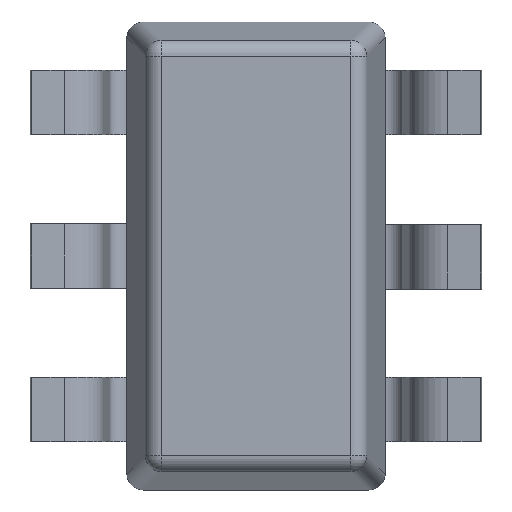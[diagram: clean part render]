
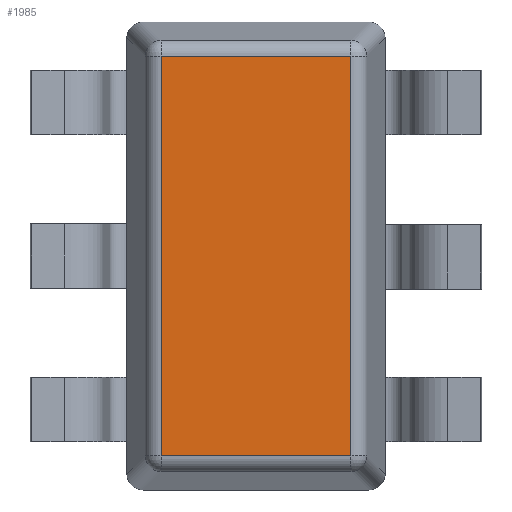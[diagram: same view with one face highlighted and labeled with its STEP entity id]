
A CAD part, front view. The second image highlights one B-rep face of the part: STEP entity #1985.
In plain terms, the highlighted planar face has unit normal (0, -1, 0).
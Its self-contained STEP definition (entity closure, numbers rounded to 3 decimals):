
#199 = CARTESIAN_POINT ( 'NONE',  ( -0.672, 0.15, 1.238 ) ) ;
#203 = CARTESIAN_POINT ( 'NONE',  ( -0.588, 0.15, -1.238 ) ) ;
#228 = ORIENTED_EDGE ( 'NONE', *, *, #3540, .T. ) ;
#252 = DIRECTION ( 'NONE',  ( 0., 0., -1. ) ) ;
#310 = LINE ( 'NONE', #3136, #1548 ) ;
#356 = ORIENTED_EDGE ( 'NONE', *, *, #1969, .T. ) ;
#399 = DIRECTION ( 'NONE',  ( 0., 0., -1. ) ) ;
#636 = VERTEX_POINT ( 'NONE', #1228 ) ;
#740 = CARTESIAN_POINT ( 'NONE',  ( 0., 0.15, 0. ) ) ;
#880 = VECTOR ( 'NONE', #252, 1000. ) ;
#955 = VERTEX_POINT ( 'NONE', #3630 ) ;
#1169 = VERTEX_POINT ( 'NONE', #203 ) ;
#1228 = CARTESIAN_POINT ( 'NONE',  ( 0.588, 0.15, 1.238 ) ) ;
#1309 = DIRECTION ( 'NONE',  ( -1., 0., 0. ) ) ;
#1548 = VECTOR ( 'NONE', #2014, 1000. ) ;
#1778 = FACE_OUTER_BOUND ( 'NONE', #2619, .T. ) ;
#1853 = CARTESIAN_POINT ( 'NONE',  ( -0.588, 0.15, -1.322 ) ) ;
#1862 = ORIENTED_EDGE ( 'NONE', *, *, #3574, .T. ) ;
#1969 = EDGE_CURVE ( 'NONE', #1169, #955, #2123, .T. ) ;
#1985 = ADVANCED_FACE ( 'NONE', ( #1778 ), #3206, .T. ) ;
#2014 = DIRECTION ( 'NONE',  ( 0., 0., 1. ) ) ;
#2123 = LINE ( 'NONE', #2689, #2847 ) ;
#2381 = EDGE_CURVE ( 'NONE', #955, #636, #310, .T. ) ;
#2406 = LINE ( 'NONE', #199, #2777 ) ;
#2531 = AXIS2_PLACEMENT_3D ( 'NONE', #740, #3189, #399 ) ;
#2619 = EDGE_LOOP ( 'NONE', ( #228, #356, #3198, #1862 ) ) ;
#2689 = CARTESIAN_POINT ( 'NONE',  ( 0.672, 0.15, -1.238 ) ) ;
#2691 = LINE ( 'NONE', #1853, #880 ) ;
#2777 = VECTOR ( 'NONE', #1309, 1000. ) ;
#2847 = VECTOR ( 'NONE', #2958, 1000. ) ;
#2958 = DIRECTION ( 'NONE',  ( 1., 0., 0. ) ) ;
#3136 = CARTESIAN_POINT ( 'NONE',  ( 0.588, 0.15, 1.322 ) ) ;
#3189 = DIRECTION ( 'NONE',  ( 0., -1., 0. ) ) ;
#3198 = ORIENTED_EDGE ( 'NONE', *, *, #2381, .T. ) ;
#3206 = PLANE ( 'NONE',  #2531 ) ;
#3296 = CARTESIAN_POINT ( 'NONE',  ( -0.588, 0.15, 1.238 ) ) ;
#3465 = VERTEX_POINT ( 'NONE', #3296 ) ;
#3540 = EDGE_CURVE ( 'NONE', #3465, #1169, #2691, .T. ) ;
#3574 = EDGE_CURVE ( 'NONE', #636, #3465, #2406, .T. ) ;
#3630 = CARTESIAN_POINT ( 'NONE',  ( 0.588, 0.15, -1.238 ) ) ;
